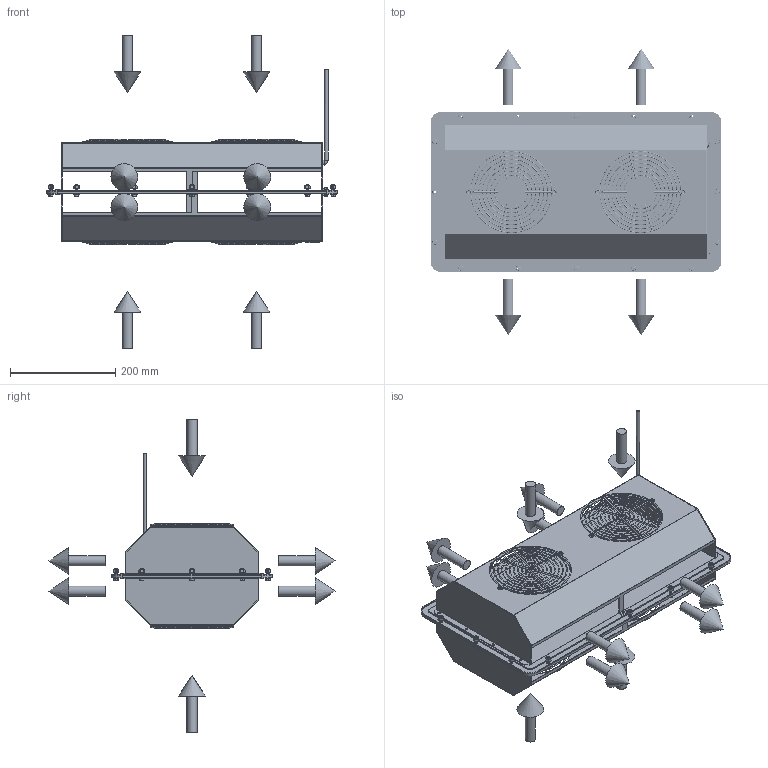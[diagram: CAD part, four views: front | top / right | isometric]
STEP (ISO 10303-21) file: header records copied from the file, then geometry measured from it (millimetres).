
FILE_DESCRIPTION (( 'STEP AP214' ), '1' );
FILE_NAME ('ACT-HSC-45 AC NEMA 12, 4, 4X, 3R and DC NEMA 12.STEP', '2017-07-10T13:59:08', ( '' ), ( '' ), 'SwSTEP 2.0', 'SolidWorks 2016', '' );
FILE_SCHEMA (( 'AUTOMOTIVE_DESIGN' ));
Length unit declared in the file: inch
Products named in the file (1): ACT-HSC-45 AC NEMA 12, 4, 4X, 3R and DC NEMA 12
Bounding box: 552.45 x 544.07 x 593.73 mm (x, y, z)
Surface area: 1076559.8 mm2 (no closed solid volume)
Topology: 0 solids, 223 shells, 612 faces, 1780 edges, 1281 vertices
Faces by surface type: plane 297, cylinder 161, torus 93, cone 41, bspline 20
Full cylindrical faces by diameter (mm): 2.3 x55, 2.705 x4, 4.305 x12, 4.763 x6, 5.105 x1, 5.74 x2, 6.35 x1, 7.937 x6, 7.938 x10, 9.525 x1, 11.112 x5, 11.113 x6, 19.05 x12
Entity records: 51501 total; most frequent: CARTESIAN_POINT 29449, DIRECTION 2939, ORIENTED_EDGE 2065, EDGE_CURVE 1452, VERTEX_POINT 1195, AXIS2_PLACEMENT_3D 1184, EDGE_LOOP 923, FACE_OUTER_BOUND 746
